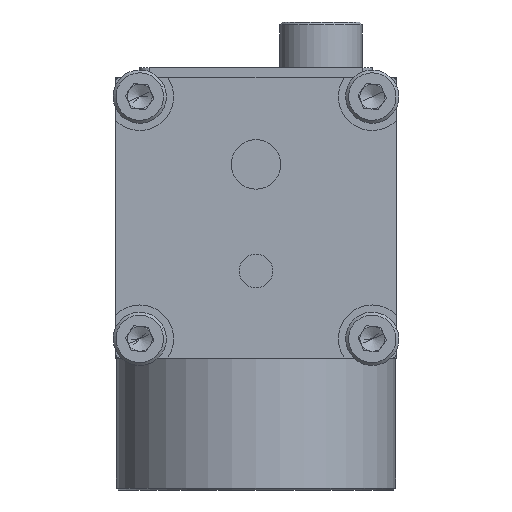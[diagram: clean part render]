
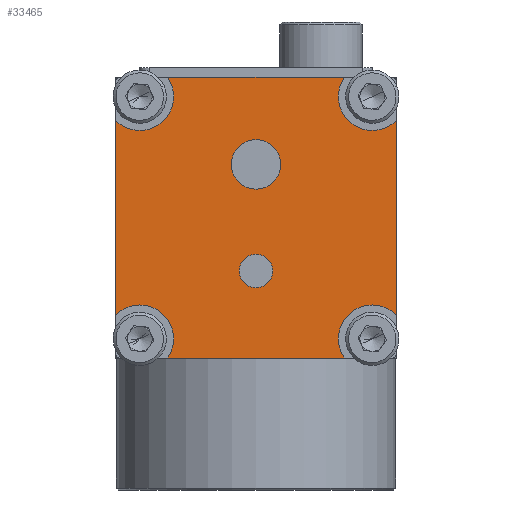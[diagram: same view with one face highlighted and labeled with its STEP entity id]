
A CAD part, front view. The second image highlights one B-rep face of the part: STEP entity #33465.
In plain terms, the highlighted planar face has unit normal (0, -1, 0).
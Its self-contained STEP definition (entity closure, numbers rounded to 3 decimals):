
#736 = DIRECTION ( 'NONE',  ( 0., 0., 1. ) ) ;
#1241 = VECTOR ( 'NONE', #140039, 1000. ) ;
#1320 = DIRECTION ( 'NONE',  ( 0., 0., 1. ) ) ;
#1336 = CARTESIAN_POINT ( 'NONE',  ( 0., -20.85, 24.327 ) ) ;
#1885 = DIRECTION ( 'NONE',  ( 0., 0., 1. ) ) ;
#2874 = CARTESIAN_POINT ( 'NONE',  ( 14.5, -20.85, 38.151 ) ) ;
#3777 = CARTESIAN_POINT ( 'NONE',  ( -14.5, -20.85, 14.1 ) ) ;
#5981 = LINE ( 'NONE', #3777, #119281 ) ;
#6611 = ORIENTED_EDGE ( 'NONE', *, *, #77943, .F. ) ;
#6840 = EDGE_LOOP ( 'NONE', ( #109510, #6611, #19428, #110857, #123260, #50928, #111392, #117641, #91408, #47461 ) ) ;
#7915 = DIRECTION ( 'NONE',  ( 0., -1., 0. ) ) ;
#8927 = EDGE_CURVE ( 'NONE', #55828, #11541, #103829, .T. ) ;
#9016 = AXIS2_PLACEMENT_3D ( 'NONE', #53150, #132330, #64502 ) ;
#9751 = CARTESIAN_POINT ( 'NONE',  ( -12., -20.85, 19.1 ) ) ;
#11541 = VERTEX_POINT ( 'NONE', #100976 ) ;
#12172 = ORIENTED_EDGE ( 'NONE', *, *, #41077, .F. ) ;
#16378 = VERTEX_POINT ( 'NONE', #94973 ) ;
#19378 = CIRCLE ( 'NONE', #69022, 1.727 ) ;
#19428 = ORIENTED_EDGE ( 'NONE', *, *, #101587, .F. ) ;
#23587 = CIRCLE ( 'NONE', #144030, 3.5 ) ;
#25757 = DIRECTION ( 'NONE',  ( 0., 0., 1. ) ) ;
#30984 = CARTESIAN_POINT ( 'NONE',  ( 14.5, -20.85, 18.049 ) ) ;
#31003 = DIRECTION ( 'NONE',  ( 0., -1., 0. ) ) ;
#32793 = CARTESIAN_POINT ( 'NONE',  ( -9.128, -20.85, 42.6 ) ) ;
#33465 = ADVANCED_FACE ( 'NONE', ( #34201, #124436, #94373 ), #121805, .F. ) ;
#34201 = FACE_BOUND ( 'NONE', #56999, .T. ) ;
#36409 = EDGE_CURVE ( 'NONE', #130803, #16378, #116262, .T. ) ;
#38134 = CARTESIAN_POINT ( 'NONE',  ( 14., -20.85, 13.6 ) ) ;
#38750 = LINE ( 'NONE', #104969, #136158 ) ;
#41077 = EDGE_CURVE ( 'NONE', #116092, #113787, #19378, .T. ) ;
#45572 = VERTEX_POINT ( 'NONE', #134468 ) ;
#47461 = ORIENTED_EDGE ( 'NONE', *, *, #120486, .F. ) ;
#47579 = DIRECTION ( 'NONE',  ( 0., -1., 0. ) ) ;
#48745 = LINE ( 'NONE', #117074, #135535 ) ;
#50928 = ORIENTED_EDGE ( 'NONE', *, *, #62065, .F. ) ;
#50953 = CARTESIAN_POINT ( 'NONE',  ( 0., -20.85, 20.873 ) ) ;
#52711 = CARTESIAN_POINT ( 'NONE',  ( -14.5, -20.85, 18.049 ) ) ;
#53150 = CARTESIAN_POINT ( 'NONE',  ( 12., -20.85, 40.6 ) ) ;
#54514 = CARTESIAN_POINT ( 'NONE',  ( -14., -20.85, 14.1 ) ) ;
#55459 = CIRCLE ( 'NONE', #80279, 3.5 ) ;
#55828 = VERTEX_POINT ( 'NONE', #70185 ) ;
#56999 = EDGE_LOOP ( 'NONE', ( #70471, #131185 ) ) ;
#60133 = CIRCLE ( 'NONE', #92131, 3.5 ) ;
#60375 = DIRECTION ( 'NONE',  ( 0., -1., 0. ) ) ;
#62065 = EDGE_CURVE ( 'NONE', #86572, #55828, #60133, .T. ) ;
#62845 = VERTEX_POINT ( 'NONE', #32793 ) ;
#63409 = VERTEX_POINT ( 'NONE', #2874 ) ;
#63903 = EDGE_CURVE ( 'NONE', #125757, #62845, #48745, .T. ) ;
#64317 = EDGE_CURVE ( 'NONE', #16378, #130803, #78603, .T. ) ;
#64410 = CARTESIAN_POINT ( 'NONE',  ( 12., -20.85, 15.6 ) ) ;
#64502 = DIRECTION ( 'NONE',  ( 0., 0., 1. ) ) ;
#65044 = DIRECTION ( 'NONE',  ( 0., -1., 0. ) ) ;
#65884 = DIRECTION ( 'NONE',  ( 0., 0., -1. ) ) ;
#68492 = DIRECTION ( 'NONE',  ( 0., -1., 0. ) ) ;
#69022 = AXIS2_PLACEMENT_3D ( 'NONE', #136896, #69064, #1320 ) ;
#69064 = DIRECTION ( 'NONE',  ( 0., -1., 0. ) ) ;
#69441 = CARTESIAN_POINT ( 'NONE',  ( 9.128, -20.85, 42.6 ) ) ;
#69662 = DIRECTION ( 'NONE',  ( 0., -1., 0. ) ) ;
#70162 = EDGE_CURVE ( 'NONE', #113787, #116092, #94781, .T. ) ;
#70185 = CARTESIAN_POINT ( 'NONE',  ( 12., -20.85, 19.1 ) ) ;
#70471 = ORIENTED_EDGE ( 'NONE', *, *, #36409, .F. ) ;
#71570 = DIRECTION ( 'NONE',  ( 0., 0., -1. ) ) ;
#75731 = CARTESIAN_POINT ( 'NONE',  ( -12., -20.85, 40.6 ) ) ;
#75847 = DIRECTION ( 'NONE',  ( 0., 0., 1. ) ) ;
#76276 = VERTEX_POINT ( 'NONE', #52711 ) ;
#77443 = AXIS2_PLACEMENT_3D ( 'NONE', #115421, #47579, #126760 ) ;
#77943 = EDGE_CURVE ( 'NONE', #137341, #76276, #130310, .T. ) ;
#78603 = CIRCLE ( 'NONE', #77443, 2.553 ) ;
#80279 = AXIS2_PLACEMENT_3D ( 'NONE', #75731, #7915, #87096 ) ;
#81640 = AXIS2_PLACEMENT_3D ( 'NONE', #132894, #65044, #144206 ) ;
#86572 = VERTEX_POINT ( 'NONE', #30984 ) ;
#87096 = DIRECTION ( 'NONE',  ( 0., 0., 1. ) ) ;
#87811 = AXIS2_PLACEMENT_3D ( 'NONE', #136328, #68492, #736 ) ;
#89805 = EDGE_CURVE ( 'NONE', #45572, #11541, #95091, .T. ) ;
#91408 = ORIENTED_EDGE ( 'NONE', *, *, #63903, .T. ) ;
#92131 = AXIS2_PLACEMENT_3D ( 'NONE', #98787, #31003, #110178 ) ;
#94373 = FACE_OUTER_BOUND ( 'NONE', #6840, .T. ) ;
#94781 = CIRCLE ( 'NONE', #87811, 1.727 ) ;
#94973 = CARTESIAN_POINT ( 'NONE',  ( 0., -20.85, 31.047 ) ) ;
#95091 = LINE ( 'NONE', #38134, #1241 ) ;
#98787 = CARTESIAN_POINT ( 'NONE',  ( 12., -20.85, 15.6 ) ) ;
#100976 = CARTESIAN_POINT ( 'NONE',  ( 9.128, -20.85, 13.6 ) ) ;
#101587 = EDGE_CURVE ( 'NONE', #45572, #137341, #23587, .T. ) ;
#102401 = AXIS2_PLACEMENT_3D ( 'NONE', #128150, #60375, #139566 ) ;
#103104 = ORIENTED_EDGE ( 'NONE', *, *, #70162, .F. ) ;
#103829 = CIRCLE ( 'NONE', #106745, 3.5 ) ;
#104969 = CARTESIAN_POINT ( 'NONE',  ( 14.5, -20.85, 14.1 ) ) ;
#106745 = AXIS2_PLACEMENT_3D ( 'NONE', #64410, #143584, #75847 ) ;
#109510 = ORIENTED_EDGE ( 'NONE', *, *, #136331, .T. ) ;
#110178 = DIRECTION ( 'NONE',  ( 0., 0., 1. ) ) ;
#110857 = ORIENTED_EDGE ( 'NONE', *, *, #89805, .T. ) ;
#111392 = ORIENTED_EDGE ( 'NONE', *, *, #126168, .T. ) ;
#113641 = CARTESIAN_POINT ( 'NONE',  ( 0., -20.85, 36.153 ) ) ;
#113787 = VERTEX_POINT ( 'NONE', #1336 ) ;
#114510 = EDGE_LOOP ( 'NONE', ( #103104, #12172 ) ) ;
#115421 = CARTESIAN_POINT ( 'NONE',  ( 0., -20.85, 33.6 ) ) ;
#116092 = VERTEX_POINT ( 'NONE', #50953 ) ;
#116262 = CIRCLE ( 'NONE', #81640, 2.553 ) ;
#117074 = CARTESIAN_POINT ( 'NONE',  ( 14., -20.85, 42.6 ) ) ;
#117641 = ORIENTED_EDGE ( 'NONE', *, *, #119175, .F. ) ;
#119175 = EDGE_CURVE ( 'NONE', #125757, #63409, #146746, .T. ) ;
#119281 = VECTOR ( 'NONE', #71570, 1000. ) ;
#120486 = EDGE_CURVE ( 'NONE', #134010, #62845, #55459, .T. ) ;
#121805 = PLANE ( 'NONE',  #145495 ) ;
#123260 = ORIENTED_EDGE ( 'NONE', *, *, #8927, .F. ) ;
#124436 = FACE_BOUND ( 'NONE', #114510, .T. ) ;
#125757 = VERTEX_POINT ( 'NONE', #69441 ) ;
#126168 = EDGE_CURVE ( 'NONE', #86572, #63409, #38750, .T. ) ;
#126760 = DIRECTION ( 'NONE',  ( 0., 0., 1. ) ) ;
#128150 = CARTESIAN_POINT ( 'NONE',  ( -12., -20.85, 15.6 ) ) ;
#128381 = DIRECTION ( 'NONE',  ( -1., 0., 0. ) ) ;
#130310 = CIRCLE ( 'NONE', #102401, 3.5 ) ;
#130803 = VERTEX_POINT ( 'NONE', #113641 ) ;
#131185 = ORIENTED_EDGE ( 'NONE', *, *, #64317, .F. ) ;
#132330 = DIRECTION ( 'NONE',  ( 0., -1., 0. ) ) ;
#132894 = CARTESIAN_POINT ( 'NONE',  ( 0., -20.85, 33.6 ) ) ;
#133694 = DIRECTION ( 'NONE',  ( 0., 1., 0. ) ) ;
#134010 = VERTEX_POINT ( 'NONE', #135066 ) ;
#134468 = CARTESIAN_POINT ( 'NONE',  ( -9.128, -20.85, 13.6 ) ) ;
#135066 = CARTESIAN_POINT ( 'NONE',  ( -14.5, -20.85, 38.151 ) ) ;
#135535 = VECTOR ( 'NONE', #128381, 1000. ) ;
#136158 = VECTOR ( 'NONE', #25757, 1000. ) ;
#136328 = CARTESIAN_POINT ( 'NONE',  ( 0., -20.85, 22.6 ) ) ;
#136331 = EDGE_CURVE ( 'NONE', #134010, #76276, #5981, .T. ) ;
#136896 = CARTESIAN_POINT ( 'NONE',  ( 0., -20.85, 22.6 ) ) ;
#137341 = VERTEX_POINT ( 'NONE', #9751 ) ;
#137469 = CARTESIAN_POINT ( 'NONE',  ( -12., -20.85, 15.6 ) ) ;
#139566 = DIRECTION ( 'NONE',  ( 0., 0., 1. ) ) ;
#140039 = DIRECTION ( 'NONE',  ( 1., 0., 0. ) ) ;
#143584 = DIRECTION ( 'NONE',  ( 0., -1., 0. ) ) ;
#144030 = AXIS2_PLACEMENT_3D ( 'NONE', #137469, #69662, #1885 ) ;
#144206 = DIRECTION ( 'NONE',  ( 0., 0., 1. ) ) ;
#145495 = AXIS2_PLACEMENT_3D ( 'NONE', #54514, #133694, #65884 ) ;
#146746 = CIRCLE ( 'NONE', #9016, 3.5 ) ;
